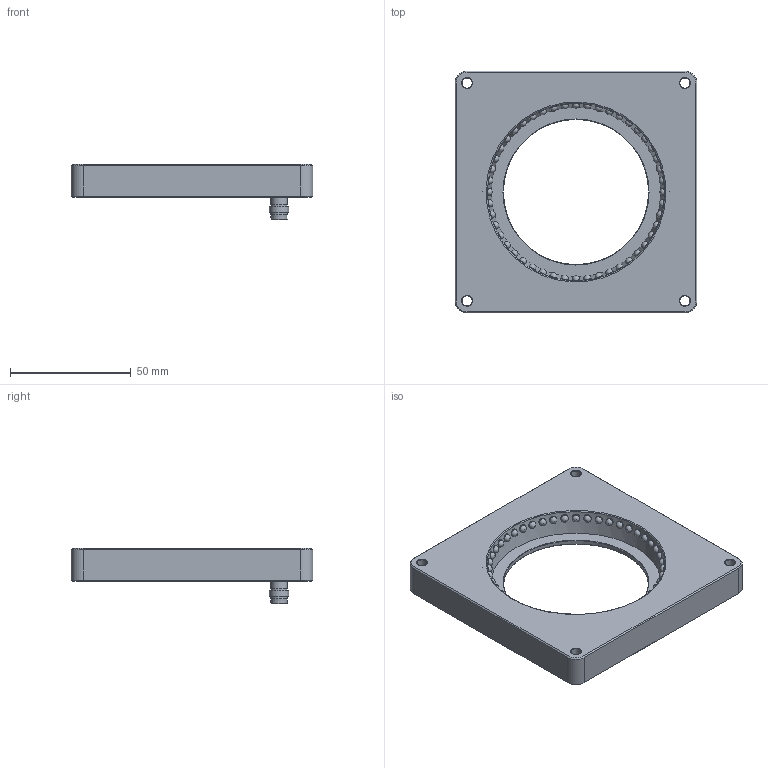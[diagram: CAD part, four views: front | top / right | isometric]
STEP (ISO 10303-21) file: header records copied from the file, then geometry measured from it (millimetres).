
FILE_DESCRIPTION(/* description */ ('Unknown'),/* implementation_level */ '2;1');
FILE_NAME(/* name */ 'DF-70-customers',/* time_stamp */ '2021-10-19T09:59:57+02:00',/* author */ ('Unknown'),/* organization */ ('Smartview s. r. o.'),/* preprocessor_version */ 'ST-DEVELOPER v18.1',/* originating_system */ 'Solid Edge',/* authorisation */ 'Unknown');
FILE_SCHEMA (('AUTOMOTIVE_DESIGN {1 0 10303 214 3 1 1}'));
Length unit declared in the file: millimetre
Products named in the file (1): DF-70-customers
Bounding box: 100 x 100 x 22.9 mm (x, y, z)
Volume: 82630 mm3; surface area: 26647.1 mm2
Topology: 1 solids, 3 shells, 326 faces, 855 edges, 547 vertices
Faces by surface type: cylinder 217, sphere 48, plane 31, cone 24, torus 6
Full cylindrical faces by diameter (mm): 1 x3, 1.002 x1, 3 x48, 4.134 x4, 5.6 x2, 6.2 x1, 6.8 x1, 6.804 x1, 7 x1, 8 x1, 60 x1, 74.2 x1, 77.2 x1, 77.4 x3
Entity records: 11507 total; most frequent: CARTESIAN_POINT 3135, ORIENTED_EDGE 1200, DIRECTION 1046, EDGE_CURVE 600, AXIS2_PLACEMENT_3D 503, EDGE_LOOP 492, FACE_BOUND 492, VERTEX_POINT 432
